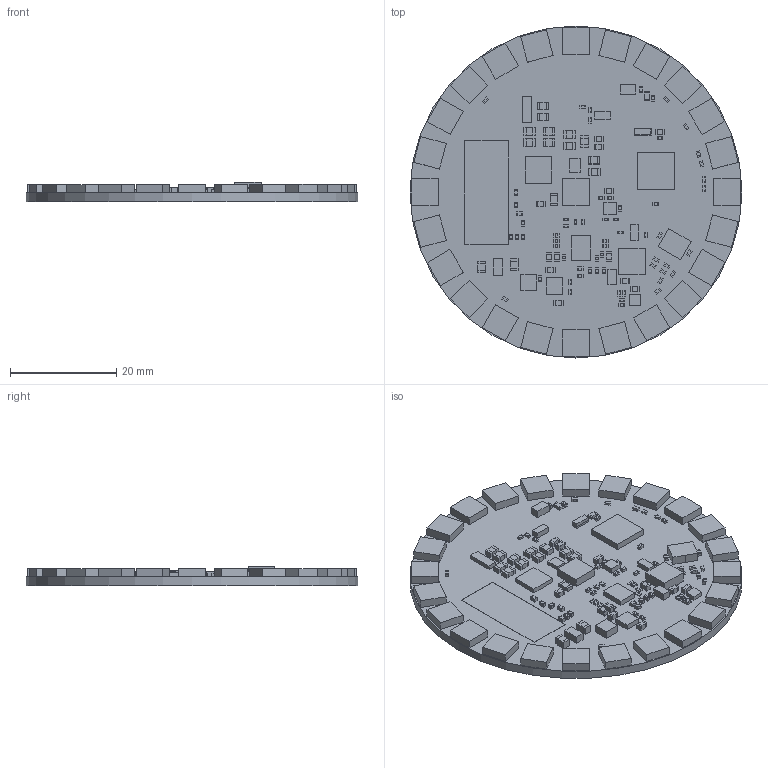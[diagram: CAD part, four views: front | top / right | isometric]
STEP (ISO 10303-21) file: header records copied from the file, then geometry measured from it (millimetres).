
FILE_DESCRIPTION(('Open CASCADE Model'),'2;1');
FILE_NAME('Open CASCADE Shape Model','2015-12-07T20:51:44',('Author'),( 'Open CASCADE'),'Open CASCADE STEP processor 6.5','Open CASCADE 6.5' ,'Unknown');
FILE_SCHEMA(('AUTOMOTIVE_DESIGN { 1 0 10303 214 1 1 1 1 }'));
Length unit declared in the file: millimetre
Products named in the file (334): PCB; Board; X2; 557782272; Extruded; X1; 557787008; U9; 557793920; U8; 557786880; U7; 557791488; U6; 557792256; U5; 557792000; U4; 557787136; U3; 557792128; U2; 557789440; U1; 557789312; R26; 557789568; 557789696; R25; 557794816; 557794944; 557795072; R24; 557791232; 557791360; R23; 557794176; 557786240; R22; 557789952 ...
Assembly tree (544 placements, depth 4):
  PCB
    Board
    X2
      557782272
        Extruded
    X1
      557787008
        Extruded
    U9
      557793920
        Extruded
    U8
      557786880
        Extruded
    U7
      557791488
        Extruded
    U6
      557792256
        Extruded
    U5
      557792000
        Extruded
    U4
      557787136
        Extruded
    U3
      557792128
        Extruded
    U2
      557789440
        Extruded
    U1
      557789312
        Extruded
    R26
      557789568  x2
        Extruded
      557789696
        Extruded
    R25
      557794816
        Extruded
      557794944
        Extruded
      557795072
        Extruded
    R24
      557791232  x2
        Extruded
      557791360
        Extruded
    R23
      557794176  x2
        Extruded
      557786240
        Extruded
    R22
      557789952  x2
        Extruded
Bounding box: 62.5 x 62.5 x 3.65 mm (x, y, z)
Volume: 6389.8 mm3; surface area: 10197 mm2
Topology: 312 solids, 312 shells, 1922 faces, 3894 edges, 2596 vertices
Faces by surface type: plane 1921, cylinder 1
Full cylindrical faces by diameter (mm): 62.5 x1
Entity records: 40926 total; most frequent: DIRECTION 6136, CARTESIAN_POINT 5823, LINE 3794, VECTOR 3794, ORIENTED_EDGE 2532, PCURVE 2532, DEFINITIONAL_REPRESENTATION 2532, EDGE_CURVE 1266
